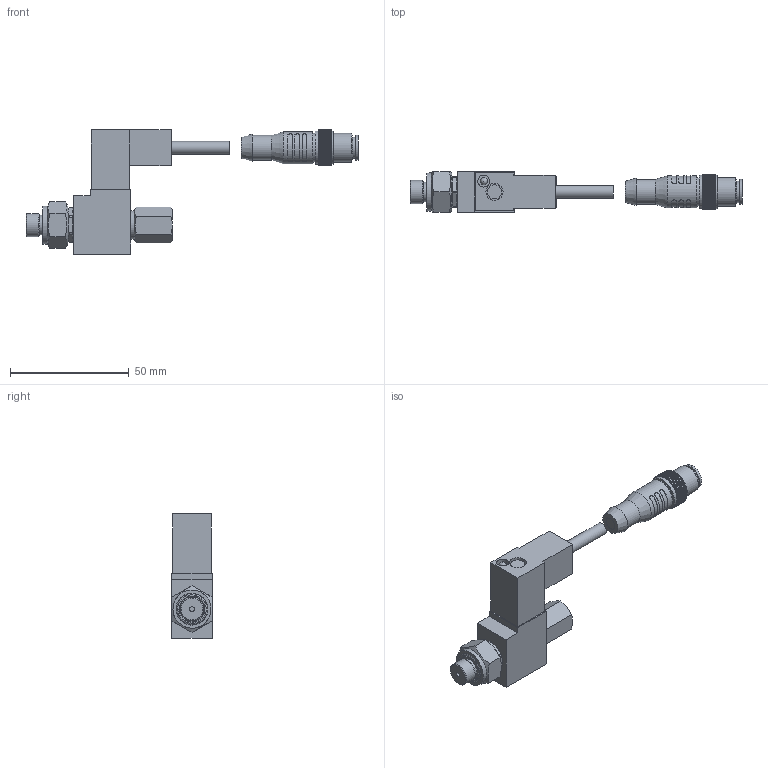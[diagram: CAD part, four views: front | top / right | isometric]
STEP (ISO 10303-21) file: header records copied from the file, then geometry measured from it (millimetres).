
FILE_DESCRIPTION((''),'2;1');
FILE_NAME('PM902081.stp','2011-01-28T13:10:24',('MARXMANKEL'),(''),'Autodesk Inventor 2009','Autodesk Inventor 2009','');
FILE_SCHEMA(('AUTOMOTIVE_DESIGN { 1 0 10303 214 1 1 1 1 }'));
Length unit declared in the file: millimetre
Products named in the file (1): PM902081
Bounding box: 139.5 x 17 x 52.2 mm (x, y, z)
Volume: 32036.7 mm3; surface area: 11838.2 mm2
Topology: 5 solids, 5 shells, 412 faces, 1113 edges, 742 vertices
Faces by surface type: plane 250, cylinder 120, cone 23, bspline 13, torus 5, sphere 1
Full cylindrical faces by diameter (mm): 0.8 x5, 3 x1, 5 x1, 5.2 x1, 5.3 x1, 6 x1, 7.2 x1, 8.2 x1, 8.5 x1, 9 x1, 9.73 x1, 10.1 x1, 10.4 x1, 10.5 x1, 12 x3, 13 x1, 13.5 x1, 14 x2, 16 x1
Entity records: 13707 total; most frequent: CARTESIAN_POINT 3140, ORIENTED_EDGE 2096, DIRECTION 2026, EDGE_CURVE 1048, VERTEX_POINT 726, VECTOR 678, LINE 678, AXIS2_PLACEMENT_3D 674
